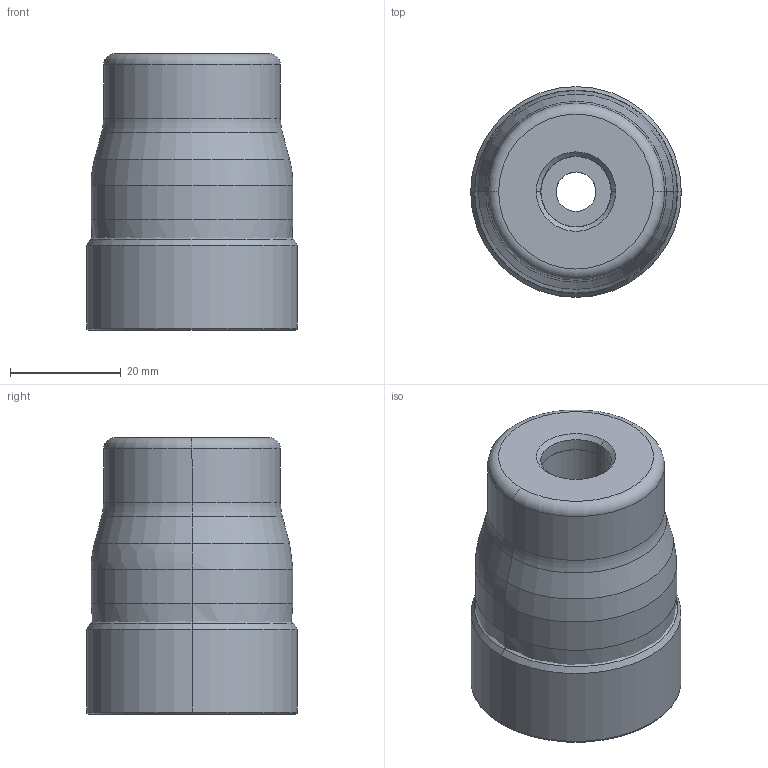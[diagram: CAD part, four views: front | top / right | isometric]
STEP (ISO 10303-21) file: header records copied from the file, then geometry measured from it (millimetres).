
FILE_DESCRIPTION(/* description */ (''),/* implementation_level */ '2;1');
FILE_NAME(/* name */ 'BXD4000R1503_IR0_016.stp',/* time_stamp */ '2023-03-06T12:41:34+09:00',/* author */ (''),/* organization */ (''),/* preprocessor_version */ 'ST-DEVELOPER v16',/* originating_system */ 'SIEMENS PLM Software NX 10.0',/* authorisation */ '');
FILE_SCHEMA (('AUTOMOTIVE_DESIGN { 1 0 10303 214 3 1 1 1 }'));
Length unit declared in the file: millimetre
Products named in the file (1): BXD4000R1503_IR0_016_ASM_3_ASM
Bounding box: 38.1 x 38.1 x 50 mm (x, y, z)
Volume: 55466.1 mm3; surface area: 13218.4 mm2
Topology: 2 solids, 2 shells, 69 faces, 160 edges, 111 vertices
Faces by surface type: cone 28, torus 16, cylinder 16, plane 7, bspline 2
Entity records: 2169 total; most frequent: DIRECTION 416, CARTESIAN_POINT 399, ORIENTED_EDGE 296, AXIS2_PLACEMENT_3D 181, EDGE_CURVE 148, CIRCLE 106, VERTEX_POINT 86, EDGE_LOOP 76
